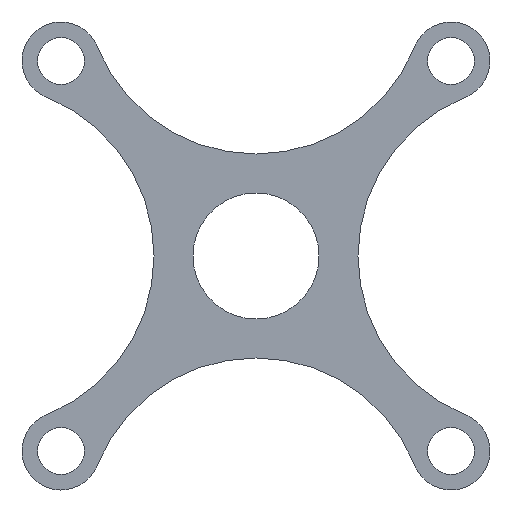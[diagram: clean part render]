
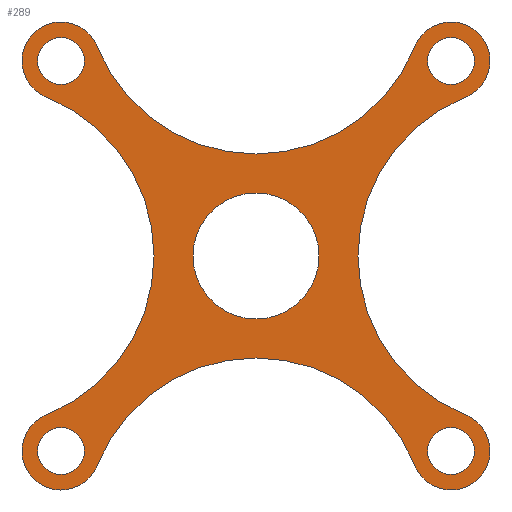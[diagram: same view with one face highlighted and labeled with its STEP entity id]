
A CAD part, front view. The second image highlights one B-rep face of the part: STEP entity #289.
In plain terms, the highlighted planar face has unit normal (0, -1, 0).
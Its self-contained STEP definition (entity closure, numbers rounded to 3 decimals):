
#20=FACE_BOUND('',#62,.T.);
#21=FACE_BOUND('',#63,.T.);
#22=FACE_BOUND('',#64,.T.);
#23=FACE_BOUND('',#65,.T.);
#24=FACE_BOUND('',#66,.T.);
#26=PLANE('',#344);
#41=FACE_OUTER_BOUND('',#61,.T.);
#61=EDGE_LOOP('',(#249,#250,#251,#252,#253,#254,#255,#256));
#62=EDGE_LOOP('',(#257));
#63=EDGE_LOOP('',(#258));
#64=EDGE_LOOP('',(#259));
#65=EDGE_LOOP('',(#260));
#66=EDGE_LOOP('',(#261));
#94=CIRCLE('',#306,3.);
#96=CIRCLE('',#309,3.);
#98=CIRCLE('',#312,3.);
#100=CIRCLE('',#315,8.074);
#102=CIRCLE('',#318,3.);
#103=CIRCLE('',#320,21.926);
#105=CIRCLE('',#323,5.);
#107=CIRCLE('',#326,21.926);
#109=CIRCLE('',#329,5.);
#111=CIRCLE('',#332,21.926);
#113=CIRCLE('',#335,5.);
#115=CIRCLE('',#338,21.926);
#117=CIRCLE('',#341,5.);
#120=VERTEX_POINT('',#446);
#122=VERTEX_POINT('',#452);
#124=VERTEX_POINT('',#458);
#126=VERTEX_POINT('',#464);
#128=VERTEX_POINT('',#470);
#129=VERTEX_POINT('',#474);
#130=VERTEX_POINT('',#475);
#133=VERTEX_POINT('',#483);
#135=VERTEX_POINT('',#489);
#137=VERTEX_POINT('',#495);
#139=VERTEX_POINT('',#501);
#141=VERTEX_POINT('',#507);
#143=VERTEX_POINT('',#513);
#147=EDGE_CURVE('',#120,#120,#94,.T.);
#150=EDGE_CURVE('',#122,#122,#96,.T.);
#153=EDGE_CURVE('',#124,#124,#98,.T.);
#156=EDGE_CURVE('',#126,#126,#100,.T.);
#159=EDGE_CURVE('',#128,#128,#102,.T.);
#160=EDGE_CURVE('',#129,#130,#103,.T.);
#164=EDGE_CURVE('',#133,#130,#105,.T.);
#167=EDGE_CURVE('',#133,#135,#107,.T.);
#170=EDGE_CURVE('',#137,#135,#109,.T.);
#173=EDGE_CURVE('',#137,#139,#111,.T.);
#176=EDGE_CURVE('',#141,#139,#113,.T.);
#179=EDGE_CURVE('',#141,#143,#115,.T.);
#182=EDGE_CURVE('',#129,#143,#117,.T.);
#249=ORIENTED_EDGE('',*,*,#182,.F.);
#250=ORIENTED_EDGE('',*,*,#160,.T.);
#251=ORIENTED_EDGE('',*,*,#164,.F.);
#252=ORIENTED_EDGE('',*,*,#167,.T.);
#253=ORIENTED_EDGE('',*,*,#170,.F.);
#254=ORIENTED_EDGE('',*,*,#173,.T.);
#255=ORIENTED_EDGE('',*,*,#176,.F.);
#256=ORIENTED_EDGE('',*,*,#179,.T.);
#257=ORIENTED_EDGE('',*,*,#159,.F.);
#258=ORIENTED_EDGE('',*,*,#156,.F.);
#259=ORIENTED_EDGE('',*,*,#153,.F.);
#260=ORIENTED_EDGE('',*,*,#150,.F.);
#261=ORIENTED_EDGE('',*,*,#147,.F.);
#289=ADVANCED_FACE('',(#41,#20,#21,#22,#23,#24),#26,.F.);
#306=AXIS2_PLACEMENT_3D('',#448,#352,#353);
#309=AXIS2_PLACEMENT_3D('',#454,#359,#360);
#312=AXIS2_PLACEMENT_3D('',#460,#366,#367);
#315=AXIS2_PLACEMENT_3D('',#466,#373,#374);
#318=AXIS2_PLACEMENT_3D('',#472,#380,#381);
#320=AXIS2_PLACEMENT_3D('',#476,#384,#385);
#323=AXIS2_PLACEMENT_3D('',#484,#392,#393);
#326=AXIS2_PLACEMENT_3D('',#490,#399,#400);
#329=AXIS2_PLACEMENT_3D('',#496,#406,#407);
#332=AXIS2_PLACEMENT_3D('',#502,#413,#414);
#335=AXIS2_PLACEMENT_3D('',#508,#420,#421);
#338=AXIS2_PLACEMENT_3D('',#514,#427,#428);
#341=AXIS2_PLACEMENT_3D('',#519,#434,#435);
#344=AXIS2_PLACEMENT_3D('',#522,#440,#441);
#352=DIRECTION('center_axis',(0.,-1.,0.));
#353=DIRECTION('ref_axis',(1.,0.,0.));
#359=DIRECTION('center_axis',(0.,-1.,0.));
#360=DIRECTION('ref_axis',(1.,0.,0.));
#366=DIRECTION('center_axis',(0.,-1.,0.));
#367=DIRECTION('ref_axis',(1.,0.,0.));
#373=DIRECTION('center_axis',(0.,-1.,0.));
#374=DIRECTION('ref_axis',(1.,0.,0.));
#380=DIRECTION('center_axis',(0.,-1.,0.));
#381=DIRECTION('ref_axis',(1.,0.,0.));
#384=DIRECTION('center_axis',(0.,1.,0.));
#385=DIRECTION('ref_axis',(1.,0.,0.));
#392=DIRECTION('center_axis',(0.,1.,0.));
#393=DIRECTION('ref_axis',(1.,0.,0.));
#399=DIRECTION('center_axis',(0.,1.,0.));
#400=DIRECTION('ref_axis',(1.,0.,0.));
#406=DIRECTION('center_axis',(0.,1.,0.));
#407=DIRECTION('ref_axis',(1.,0.,0.));
#413=DIRECTION('center_axis',(0.,1.,0.));
#414=DIRECTION('ref_axis',(1.,0.,0.));
#420=DIRECTION('center_axis',(0.,1.,0.));
#421=DIRECTION('ref_axis',(1.,0.,0.));
#427=DIRECTION('center_axis',(0.,1.,0.));
#428=DIRECTION('ref_axis',(1.,0.,0.));
#434=DIRECTION('center_axis',(0.,1.,0.));
#435=DIRECTION('ref_axis',(1.,0.,0.));
#440=DIRECTION('center_axis',(0.,1.,0.));
#441=DIRECTION('ref_axis',(1.,0.,0.));
#446=CARTESIAN_POINT('',(-3.,0.,-50.));
#448=CARTESIAN_POINT('Origin',(0.,0.,-50.));
#452=CARTESIAN_POINT('',(47.,0.,-50.));
#454=CARTESIAN_POINT('Origin',(50.,0.,-50.));
#458=CARTESIAN_POINT('',(47.,0.,0.));
#460=CARTESIAN_POINT('Origin',(50.,0.,0.));
#464=CARTESIAN_POINT('',(16.926,0.,-25.));
#466=CARTESIAN_POINT('Origin',(25.,0.,-25.));
#470=CARTESIAN_POINT('',(-3.,0.,0.));
#472=CARTESIAN_POINT('Origin',(0.,0.,0.));
#474=CARTESIAN_POINT('',(-1.857,0.,-4.642));
#475=CARTESIAN_POINT('',(-1.857,0.,-45.358));
#476=CARTESIAN_POINT('Origin',(-10.,0.,-25.));
#483=CARTESIAN_POINT('',(4.642,0.,-51.857));
#484=CARTESIAN_POINT('Origin',(0.,0.,-50.));
#489=CARTESIAN_POINT('',(45.358,0.,-51.857));
#490=CARTESIAN_POINT('Origin',(25.,0.,-60.));
#495=CARTESIAN_POINT('',(51.857,0.,-45.358));
#496=CARTESIAN_POINT('Origin',(50.,0.,-50.));
#501=CARTESIAN_POINT('',(51.857,0.,-4.642));
#502=CARTESIAN_POINT('Origin',(60.,0.,-25.));
#507=CARTESIAN_POINT('',(45.358,0.,1.857));
#508=CARTESIAN_POINT('Origin',(50.,0.,0.));
#513=CARTESIAN_POINT('',(4.642,0.,1.857));
#514=CARTESIAN_POINT('Origin',(25.,0.,10.));
#519=CARTESIAN_POINT('Origin',(0.,0.,0.));
#522=CARTESIAN_POINT('Origin',(25.,0.,-25.));
